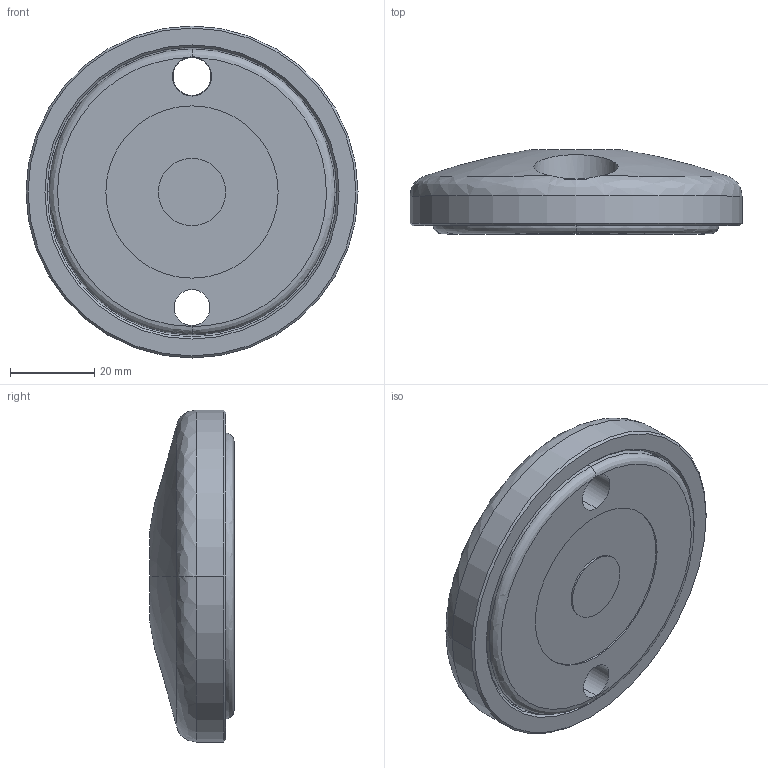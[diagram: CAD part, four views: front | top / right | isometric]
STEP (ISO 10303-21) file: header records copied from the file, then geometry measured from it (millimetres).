
FILE_DESCRIPTION (( 'STEP AP214' ), '1' );
FILE_NAME ('098a080ebg.STEP', '2014-08-25T07:01:56', ( '' ), ( '' ), 'SwSTEP 2.0', 'SolidWorks 2014', '' );
FILE_SCHEMA (( 'AUTOMOTIVE_DESIGN' ));
Length unit declared in the file: millimetre
Products named in the file (1): 098a080ebg
Bounding box: 79 x 20 x 79 mm (x, y, z)
Volume: 67279.5 mm3; surface area: 23897.9 mm2
Topology: 2 solids, 2 shells, 75 faces, 176 edges, 109 vertices
Faces by surface type: cylinder 28, bspline 19, cone 18, plane 10
Entity records: 4057 total; most frequent: CARTESIAN_POINT 1474, DIRECTION 378, ORIENTED_EDGE 352, EDGE_CURVE 176, AXIS2_PLACEMENT_3D 167, CIRCLE 110, VERTEX_POINT 109, EDGE_LOOP 89
